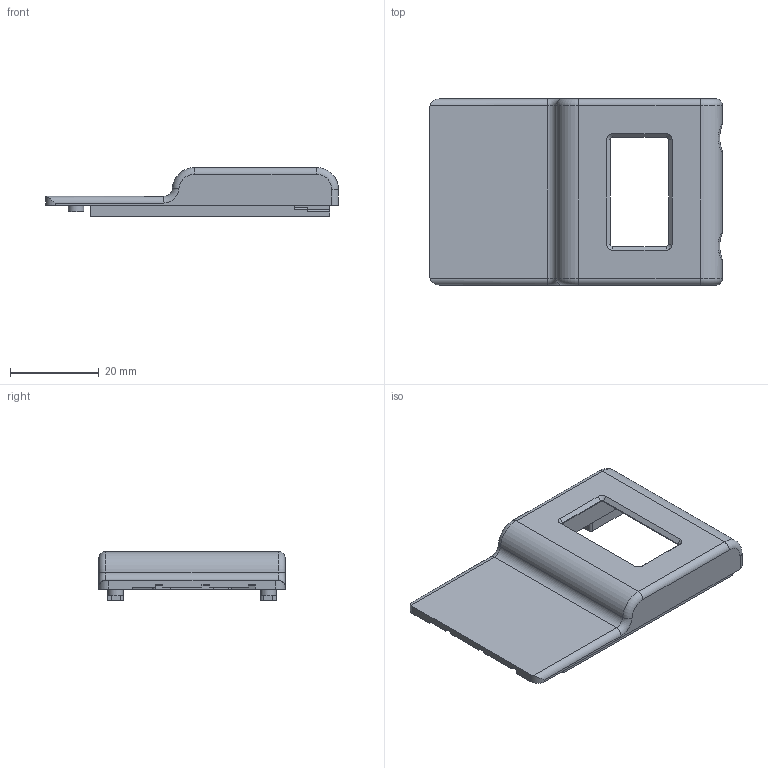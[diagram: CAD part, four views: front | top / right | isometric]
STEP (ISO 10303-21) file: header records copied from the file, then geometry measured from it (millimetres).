
FILE_DESCRIPTION(/* description */ ('Alibre Inc.'),/* implementation_level */ '2;1');
FILE_NAME(/* name */ 'export-225E0041-0871-4C2B-B937-EBE0D03FF197',/* time_stamp */ '2022-09-15T13:06:00-06:00',/* author */ (''),/* organization */ (''),/* preprocessor_version */ 'ST-DEVELOPER v17',/* originating_system */ 'Alibre',/* authorisation */ '');
FILE_SCHEMA (('CONFIG_CONTROL_DESIGN'));
Length unit declared in the file: millimetre
Bounding box: 66 x 41.95 x 11 mm (x, y, z)
Volume: 7982.2 mm3; surface area: 7504.3 mm2
Topology: 1 solids, 1 shells, 140 faces, 384 edges, 248 vertices
Faces by surface type: plane 92, cylinder 34, torus 8, cone 4, bspline 2
Full cylindrical faces by diameter (mm): 1.5 x2, 3.5 x2
Entity records: 4561 total; most frequent: CARTESIAN_POINT 1118, ORIENTED_EDGE 752, DIRECTION 586, EDGE_CURVE 376, VECTOR 266, LINE 266, VERTEX_POINT 246, AXIS2_PLACEMENT_3D 204
